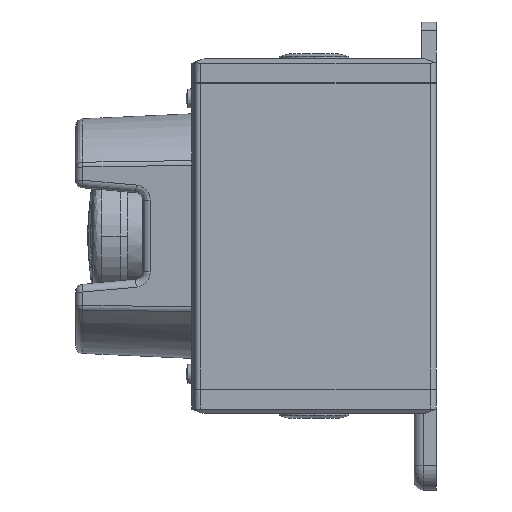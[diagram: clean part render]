
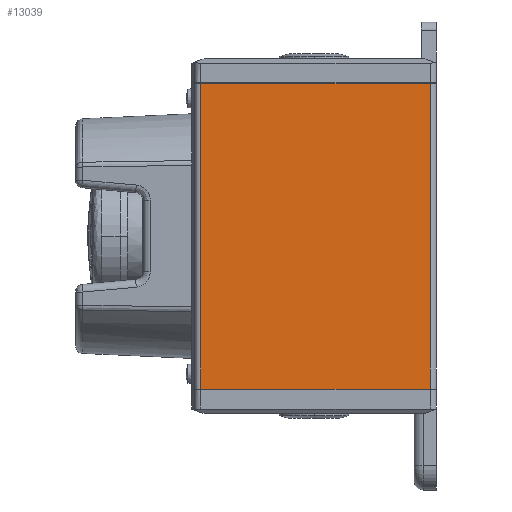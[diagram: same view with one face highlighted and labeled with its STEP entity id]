
A CAD part, left-side view. The second image highlights one B-rep face of the part: STEP entity #13039.
In plain terms, the highlighted planar face has unit normal (-1, 0, 0).
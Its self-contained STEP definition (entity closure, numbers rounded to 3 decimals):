
#29 = ORIENTED_EDGE ( 'NONE', *, *, #487, .T. ) ;
#47 = ORIENTED_EDGE ( 'NONE', *, *, #474, .F. ) ;
#75 = ORIENTED_EDGE ( 'NONE', *, *, #14425, .F. ) ;
#79 = ORIENTED_EDGE ( 'NONE', *, *, #14428, .T. ) ;
#474 = EDGE_CURVE ( 'NONE', #9736, #9733, #1403, .T. ) ;
#487 = EDGE_CURVE ( 'NONE', #11022, #9770, #1456, .T. ) ;
#1403 = LINE ( 'NONE', #1408, #14370 ) ;
#1408 = CARTESIAN_POINT ( 'NONE',  ( -32., 2., 50. ) ) ;
#1418 = DIRECTION ( 'NONE',  ( 0., -1., 0. ) ) ;
#1456 = LINE ( 'NONE', #1458, #14393 ) ;
#1458 = CARTESIAN_POINT ( 'NONE',  ( -32., 2., -50. ) ) ;
#1459 = DIRECTION ( 'NONE',  ( 0., -1., 0. ) ) ;
#2373 = CARTESIAN_POINT ( 'NONE',  ( -32., 2., 50. ) ) ;
#2375 = CARTESIAN_POINT ( 'NONE',  ( -32., 77.144, 50. ) ) ;
#2391 = CARTESIAN_POINT ( 'NONE',  ( -32., 2., -50. ) ) ;
#2482 = CARTESIAN_POINT ( 'NONE',  ( -32., 77.144, -50. ) ) ;
#4479 = CARTESIAN_POINT ( 'NONE',  ( -32., 2., 50. ) ) ;
#4482 = FACE_OUTER_BOUND ( 'NONE', #9167, .T. ) ;
#4483 = PLANE ( 'NONE',  #13937 ) ;
#4486 = DIRECTION ( 'NONE',  ( 1., 0., 0. ) ) ;
#4487 = DIRECTION ( 'NONE',  ( 0., 1., 0. ) ) ;
#6102 = VECTOR ( 'NONE', #6897, 1000. ) ;
#6105 = VECTOR ( 'NONE', #6906, 1000. ) ;
#6895 = LINE ( 'NONE', #6896, #6102 ) ;
#6896 = CARTESIAN_POINT ( 'NONE',  ( -32., 2., 50. ) ) ;
#6897 = DIRECTION ( 'NONE',  ( 0., 0., -1. ) ) ;
#6904 = LINE ( 'NONE', #6905, #6105 ) ;
#6905 = CARTESIAN_POINT ( 'NONE',  ( -32., 77.144, 50. ) ) ;
#6906 = DIRECTION ( 'NONE',  ( 0., 0., -1. ) ) ;
#9167 = EDGE_LOOP ( 'NONE', ( #29, #75, #47, #79 ) ) ;
#9733 = VERTEX_POINT ( 'NONE', #2373 ) ;
#9736 = VERTEX_POINT ( 'NONE', #2375 ) ;
#9770 = VERTEX_POINT ( 'NONE', #2391 ) ;
#11022 = VERTEX_POINT ( 'NONE', #2482 ) ;
#13039 = ADVANCED_FACE ( 'NONE', ( #4482 ), #4483, .F. ) ;
#13937 = AXIS2_PLACEMENT_3D ( 'NONE', #4479, #4486, #4487 ) ;
#14370 = VECTOR ( 'NONE', #1418, 1000. ) ;
#14393 = VECTOR ( 'NONE', #1459, 1000. ) ;
#14425 = EDGE_CURVE ( 'NONE', #9733, #9770, #6895, .T. ) ;
#14428 = EDGE_CURVE ( 'NONE', #9736, #11022, #6904, .T. ) ;
